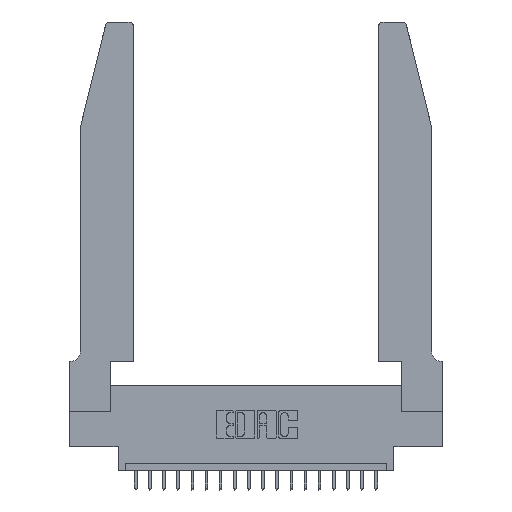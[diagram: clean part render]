
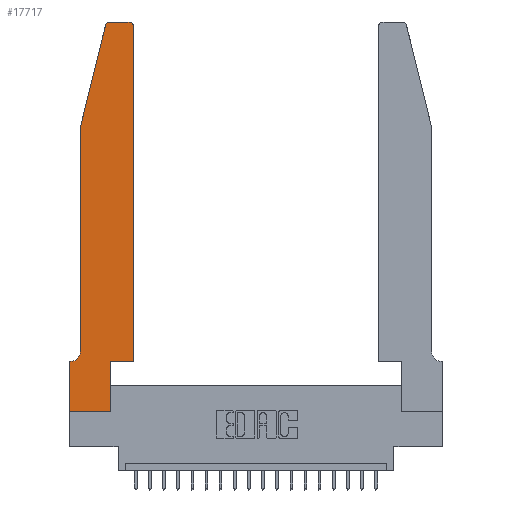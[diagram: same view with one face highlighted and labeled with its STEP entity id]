
A CAD part, top view. The second image highlights one B-rep face of the part: STEP entity #17717.
In plain terms, the highlighted planar face has unit normal (0, 0, 1).
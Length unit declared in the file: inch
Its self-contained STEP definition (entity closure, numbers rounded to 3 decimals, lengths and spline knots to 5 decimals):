
#92 = DIRECTION ( 'NONE',  ( 0., 0., 1. ) ) ;
#267 = VECTOR ( 'NONE', #4748, 39.37008 ) ;
#412 = LINE ( 'NONE', #1737, #21576 ) ;
#423 = VERTEX_POINT ( 'NONE', #20895 ) ;
#778 = CARTESIAN_POINT ( 'NONE',  ( 0.0055, 0.42, 0.37 ) ) ;
#853 = CARTESIAN_POINT ( 'NONE',  ( 0.2865, 0., 0.37 ) ) ;
#1525 = CARTESIAN_POINT ( 'NONE',  ( 0.25487, 2.72718, 0.37 ) ) ;
#1624 = DIRECTION ( 'NONE',  ( 1., 0., 0. ) ) ;
#1737 = CARTESIAN_POINT ( 'NONE',  ( 0., 0., 0.37 ) ) ;
#1781 = EDGE_CURVE ( 'NONE', #15500, #16500, #12531, .T. ) ;
#1909 = CARTESIAN_POINT ( 'NONE',  ( 0.4505, 0.35, 0.37 ) ) ;
#2028 = LINE ( 'NONE', #3574, #3894 ) ;
#2832 = EDGE_CURVE ( 'NONE', #15005, #15500, #20083, .T. ) ;
#3142 = VECTOR ( 'NONE', #14628, 39.37008 ) ;
#3574 = CARTESIAN_POINT ( 'NONE',  ( 0.0755, 0.35, 0.37 ) ) ;
#3778 = DIRECTION ( 'NONE',  ( 0., 1., 0. ) ) ;
#3894 = VECTOR ( 'NONE', #20204, 39.37008 ) ;
#4082 = DIRECTION ( 'NONE',  ( -1., 0., 0. ) ) ;
#4748 = DIRECTION ( 'NONE',  ( 0., -1., 0. ) ) ;
#4958 = VERTEX_POINT ( 'NONE', #853 ) ;
#5385 = AXIS2_PLACEMENT_3D ( 'NONE', #9570, #8149, #14863 ) ;
#5636 = CARTESIAN_POINT ( 'NONE',  ( 0.4205, 2.75, 0.37 ) ) ;
#6240 = LINE ( 'NONE', #7682, #19764 ) ;
#7157 = DIRECTION ( 'NONE',  ( -0.239, -0.971, 0. ) ) ;
#7426 = EDGE_CURVE ( 'NONE', #16500, #7666, #2028, .T. ) ;
#7666 = VERTEX_POINT ( 'NONE', #9598 ) ;
#7682 = CARTESIAN_POINT ( 'NONE',  ( 0.4505, 0.35, 0.37 ) ) ;
#8024 = ORIENTED_EDGE ( 'NONE', *, *, #11935, .T. ) ;
#8111 = DIRECTION ( 'NONE',  ( -1., 0., 0. ) ) ;
#8149 = DIRECTION ( 'NONE',  ( 0., 0., 1. ) ) ;
#9190 = AXIS2_PLACEMENT_3D ( 'NONE', #13089, #20985, #14274 ) ;
#9486 = EDGE_CURVE ( 'NONE', #16292, #15005, #18716, .T. ) ;
#9570 = CARTESIAN_POINT ( 'NONE',  ( 0.4205, 2.72, 0.37 ) ) ;
#9598 = CARTESIAN_POINT ( 'NONE',  ( 0., 0.35, 0.37 ) ) ;
#9649 = DIRECTION ( 'NONE',  ( 0., 1., 0. ) ) ;
#9875 = VECTOR ( 'NONE', #3778, 39.37008 ) ;
#10046 = CARTESIAN_POINT ( 'NONE',  ( 0.4505, 2.72, 0.37 ) ) ;
#10292 = VECTOR ( 'NONE', #7157, 39.37008 ) ;
#10400 = AXIS2_PLACEMENT_3D ( 'NONE', #778, #12913, #4082 ) ;
#10427 = ORIENTED_EDGE ( 'NONE', *, *, #12304, .T. ) ;
#10720 = EDGE_CURVE ( 'NONE', #11784, #19263, #11333, .T. ) ;
#10773 = ORIENTED_EDGE ( 'NONE', *, *, #13690, .T. ) ;
#11333 = LINE ( 'NONE', #13005, #3142 ) ;
#11493 = CARTESIAN_POINT ( 'NONE',  ( 0.2865, 0.35, 0.37 ) ) ;
#11784 = VERTEX_POINT ( 'NONE', #11493 ) ;
#11876 = FACE_OUTER_BOUND ( 'NONE', #19386, .T. ) ;
#11929 = ORIENTED_EDGE ( 'NONE', *, *, #10720, .T. ) ;
#11935 = EDGE_CURVE ( 'NONE', #4958, #11784, #17102, .T. ) ;
#12112 = CARTESIAN_POINT ( 'NONE',  ( 0.0755, 2., 0.37 ) ) ;
#12304 = EDGE_CURVE ( 'NONE', #423, #16292, #14820, .T. ) ;
#12308 = EDGE_CURVE ( 'NONE', #19263, #20339, #6240, .T. ) ;
#12326 = CARTESIAN_POINT ( 'NONE',  ( 0.0755, 2., 0.37 ) ) ;
#12471 = ORIENTED_EDGE ( 'NONE', *, *, #12308, .T. ) ;
#12531 = CIRCLE ( 'NONE', #10400, 0.07 ) ;
#12672 = EDGE_CURVE ( 'NONE', #7666, #14353, #17879, .T. ) ;
#12881 = ORIENTED_EDGE ( 'NONE', *, *, #1781, .T. ) ;
#12913 = DIRECTION ( 'NONE',  ( 0., 0., -1. ) ) ;
#13005 = CARTESIAN_POINT ( 'NONE',  ( 0.4505, 0.35, 0.37 ) ) ;
#13089 = CARTESIAN_POINT ( 'NONE',  ( 0.284, 2.72, 0.37 ) ) ;
#13141 = CIRCLE ( 'NONE', #5385, 0.03 ) ;
#13188 = CARTESIAN_POINT ( 'NONE',  ( 0.2605, 2.75, 0.37 ) ) ;
#13539 = VECTOR ( 'NONE', #8111, 39.37008 ) ;
#13600 = ORIENTED_EDGE ( 'NONE', *, *, #9486, .T. ) ;
#13690 = EDGE_CURVE ( 'NONE', #20339, #20634, #13141, .T. ) ;
#14274 = DIRECTION ( 'NONE',  ( 1., 0., 0. ) ) ;
#14342 = ORIENTED_EDGE ( 'NONE', *, *, #7426, .T. ) ;
#14353 = VERTEX_POINT ( 'NONE', #19288 ) ;
#14628 = DIRECTION ( 'NONE',  ( 1., 0., 0. ) ) ;
#14820 = CIRCLE ( 'NONE', #9190, 0.03 ) ;
#14863 = DIRECTION ( 'NONE',  ( 1., 0., 0. ) ) ;
#15005 = VERTEX_POINT ( 'NONE', #12326 ) ;
#15007 = ORIENTED_EDGE ( 'NONE', *, *, #17876, .T. ) ;
#15014 = CARTESIAN_POINT ( 'NONE',  ( 0.0755, 0.42, 0.37 ) ) ;
#15177 = CARTESIAN_POINT ( 'NONE',  ( 0., 0.35, 0.37 ) ) ;
#15500 = VERTEX_POINT ( 'NONE', #15014 ) ;
#15687 = ORIENTED_EDGE ( 'NONE', *, *, #2832, .T. ) ;
#15900 = DIRECTION ( 'NONE',  ( 0., -1., 0. ) ) ;
#15978 = AXIS2_PLACEMENT_3D ( 'NONE', #15177, #92, #17047 ) ;
#16121 = CARTESIAN_POINT ( 'NONE',  ( 0., 0., 0.37 ) ) ;
#16292 = VERTEX_POINT ( 'NONE', #1525 ) ;
#16307 = CARTESIAN_POINT ( 'NONE',  ( 0.0755, 2., 0.37 ) ) ;
#16426 = EDGE_CURVE ( 'NONE', #14353, #4958, #412, .T. ) ;
#16500 = VERTEX_POINT ( 'NONE', #17255 ) ;
#16827 = PLANE ( 'NONE',  #15978 ) ;
#17047 = DIRECTION ( 'NONE',  ( 1., 0., 0. ) ) ;
#17102 = LINE ( 'NONE', #20516, #9875 ) ;
#17255 = CARTESIAN_POINT ( 'NONE',  ( 0.0055, 0.35, 0.37 ) ) ;
#17717 = ADVANCED_FACE ( 'NONE', ( #11876 ), #16827, .T. ) ;
#17876 = EDGE_CURVE ( 'NONE', #20634, #423, #19785, .T. ) ;
#17879 = LINE ( 'NONE', #16121, #18726 ) ;
#18002 = ORIENTED_EDGE ( 'NONE', *, *, #12672, .T. ) ;
#18259 = ORIENTED_EDGE ( 'NONE', *, *, #16426, .T. ) ;
#18716 = LINE ( 'NONE', #12112, #10292 ) ;
#18726 = VECTOR ( 'NONE', #15900, 39.37008 ) ;
#19263 = VERTEX_POINT ( 'NONE', #1909 ) ;
#19288 = CARTESIAN_POINT ( 'NONE',  ( 0., 0., 0.37 ) ) ;
#19386 = EDGE_LOOP ( 'NONE', ( #15007, #10427, #13600, #15687, #12881, #14342, #18002, #18259, #8024, #11929, #12471, #10773 ) ) ;
#19764 = VECTOR ( 'NONE', #9649, 39.37008 ) ;
#19785 = LINE ( 'NONE', #13188, #13539 ) ;
#20083 = LINE ( 'NONE', #16307, #267 ) ;
#20204 = DIRECTION ( 'NONE',  ( -1., 0., 0. ) ) ;
#20339 = VERTEX_POINT ( 'NONE', #10046 ) ;
#20516 = CARTESIAN_POINT ( 'NONE',  ( 0.2865, 0.35, 0.37 ) ) ;
#20634 = VERTEX_POINT ( 'NONE', #5636 ) ;
#20895 = CARTESIAN_POINT ( 'NONE',  ( 0.284, 2.75, 0.37 ) ) ;
#20985 = DIRECTION ( 'NONE',  ( 0., 0., 1. ) ) ;
#21576 = VECTOR ( 'NONE', #1624, 39.37008 ) ;
